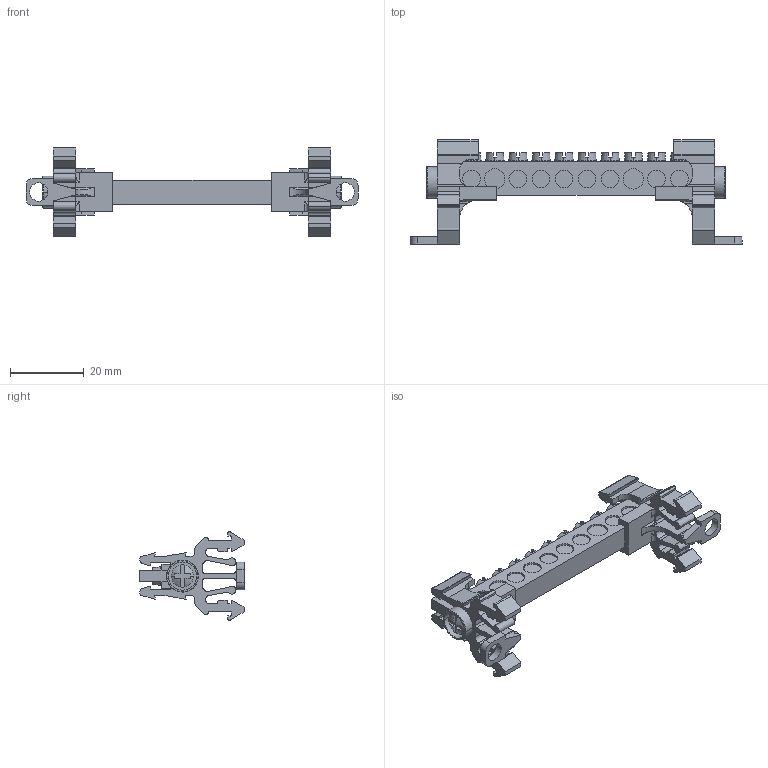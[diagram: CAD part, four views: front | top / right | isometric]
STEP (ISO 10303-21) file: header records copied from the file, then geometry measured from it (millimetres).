
FILE_DESCRIPTION (( 'STEP AP203' ), '1' );
FILE_NAME ('6,5x9 Tek Kutuplu Daðýtýcý Ünite - 10 Delikli - Kapaksýz.STEP', '2018-12-04T12:52:44', ( '' ), ( '' ), 'SwSTEP 2.0', 'SolidWorks 2011', '' );
FILE_SCHEMA (( 'CONFIG_CONTROL_DESIGN' ));
Length unit declared in the file: millimetre
Products named in the file (1): 6,5x9 Tek Kutuplu Daðýtýcý Ünite - 10 Delikli - Kapaksýz
Bounding box: 89.88 x 28.2 x 24 mm (x, y, z)
Volume: 8314.5 mm3; surface area: 8008.9 mm2
Topology: 1 solids, 2 shells, 699 faces, 1959 edges, 1299 vertices
Faces by surface type: plane 403, cylinder 214, torus 32, bspline 30, cone 20
Entity records: 23665 total; most frequent: CARTESIAN_POINT 5488, ORIENTED_EDGE 3918, DIRECTION 3668, EDGE_CURVE 1959, VERTEX_POINT 1299, AXIS2_PLACEMENT_3D 1231, VECTOR 1206, LINE 1206
